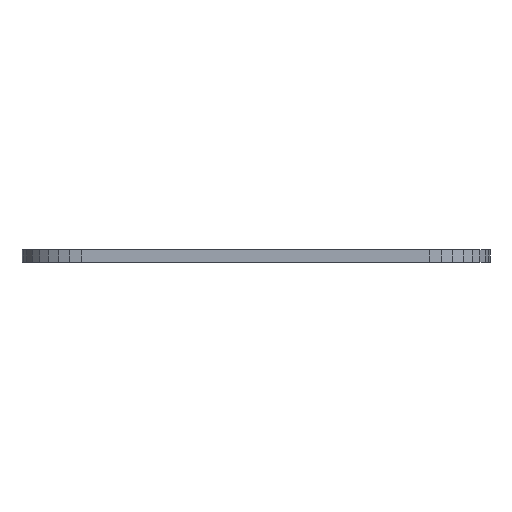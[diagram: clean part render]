
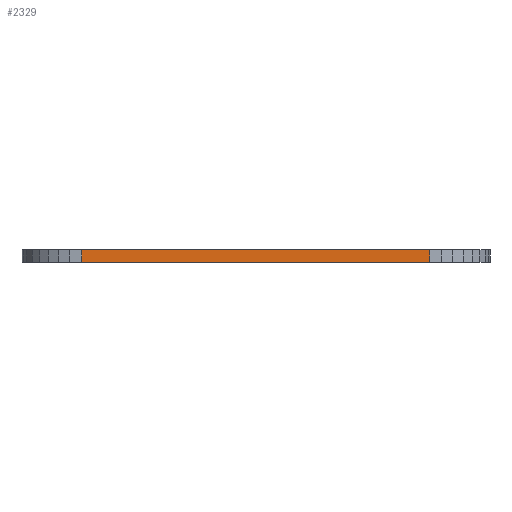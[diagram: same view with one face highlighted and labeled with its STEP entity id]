
A CAD part, left-side view. The second image highlights one B-rep face of the part: STEP entity #2329.
In plain terms, the highlighted planar face has unit normal (-1, 0, 0).
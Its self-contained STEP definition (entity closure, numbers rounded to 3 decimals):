
#125=PLANE('',#2461);
#235=FACE_OUTER_BOUND('',#345,.T.);
#345=EDGE_LOOP('',(#1893,#1894,#1895,#1896));
#633=LINE('',#3489,#949);
#634=LINE('',#3491,#950);
#635=LINE('',#3493,#951);
#636=LINE('',#3494,#952);
#949=VECTOR('',#2871,10.);
#950=VECTOR('',#2872,10.);
#951=VECTOR('',#2873,10.);
#952=VECTOR('',#2874,10.);
#1209=VERTEX_POINT('',#3487);
#1210=VERTEX_POINT('',#3488);
#1211=VERTEX_POINT('',#3490);
#1212=VERTEX_POINT('',#3492);
#1497=EDGE_CURVE('',#1209,#1210,#633,.T.);
#1498=EDGE_CURVE('',#1209,#1211,#634,.T.);
#1499=EDGE_CURVE('',#1212,#1211,#635,.T.);
#1500=EDGE_CURVE('',#1210,#1212,#636,.T.);
#1893=ORIENTED_EDGE('',*,*,#1497,.F.);
#1894=ORIENTED_EDGE('',*,*,#1498,.T.);
#1895=ORIENTED_EDGE('',*,*,#1499,.F.);
#1896=ORIENTED_EDGE('',*,*,#1500,.F.);
#2329=ADVANCED_FACE('',(#235),#125,.T.);
#2461=AXIS2_PLACEMENT_3D('',#3486,#2869,#2870);
#2869=DIRECTION('center_axis',(-1.,0.,0.));
#2870=DIRECTION('ref_axis',(0.,-1.,0.));
#2871=DIRECTION('',(0.,1.,0.));
#2872=DIRECTION('',(0.,0.,1.));
#2873=DIRECTION('',(0.,-1.,0.));
#2874=DIRECTION('',(0.,0.,1.));
#3486=CARTESIAN_POINT('Origin',(11.394,96.27,0.));
#3487=CARTESIAN_POINT('',(11.394,38.27,0.));
#3488=CARTESIAN_POINT('',(11.394,96.27,0.));
#3489=CARTESIAN_POINT('',(11.394,38.27,0.));
#3490=CARTESIAN_POINT('',(11.394,38.27,2.));
#3491=CARTESIAN_POINT('',(11.394,38.27,0.));
#3492=CARTESIAN_POINT('',(11.394,96.27,2.));
#3493=CARTESIAN_POINT('',(11.394,38.27,2.));
#3494=CARTESIAN_POINT('',(11.394,96.27,0.));
